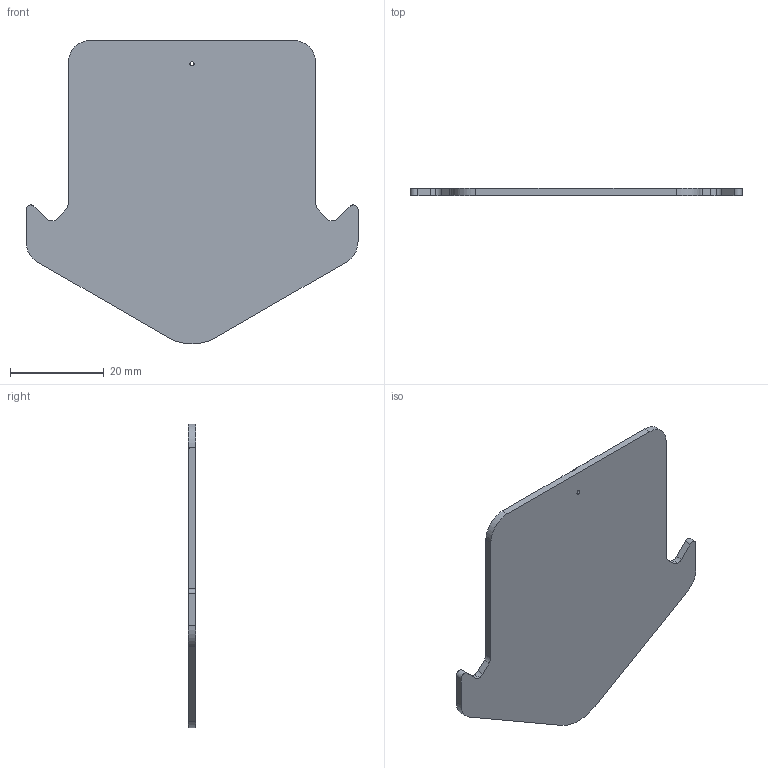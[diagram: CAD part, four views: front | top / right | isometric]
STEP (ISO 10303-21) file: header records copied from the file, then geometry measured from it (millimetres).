
FILE_DESCRIPTION (( 'STEP AP203' ), '1' );
FILE_NAME ('CSAT2.STEP', '2025-06-17T09:18:08', ( '' ), ( '' ), 'SwSTEP 2.0', 'SolidWorks 2020', '' );
FILE_SCHEMA (( 'CONFIG_CONTROL_DESIGN' ));
Length unit declared in the file: millimetre
Products named in the file (1): CSAT2
Bounding box: 71 x 1.5 x 65 mm (x, y, z)
Volume: 4962.3 mm3; surface area: 7047.7 mm2
Topology: 1 solids, 1 shells, 361 faces, 999 edges, 666 vertices
Faces by surface type: plane 268, cylinder 48, bspline 45
Entity records: 13726 total; most frequent: CARTESIAN_POINT 4608, ORIENTED_EDGE 1998, DIRECTION 1649, EDGE_CURVE 999, VECTOR 803, LINE 803, VERTEX_POINT 666, AXIS2_PLACEMENT_3D 423
